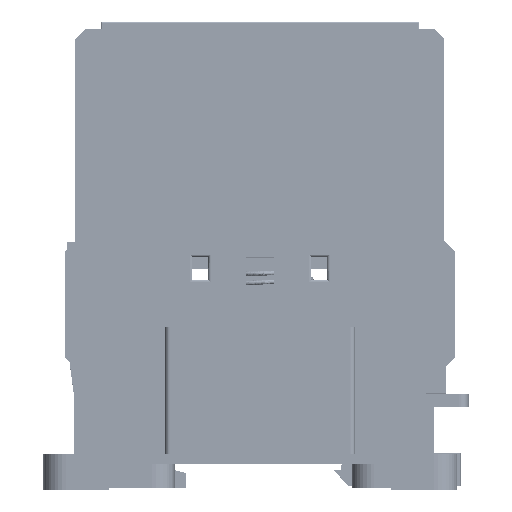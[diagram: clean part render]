
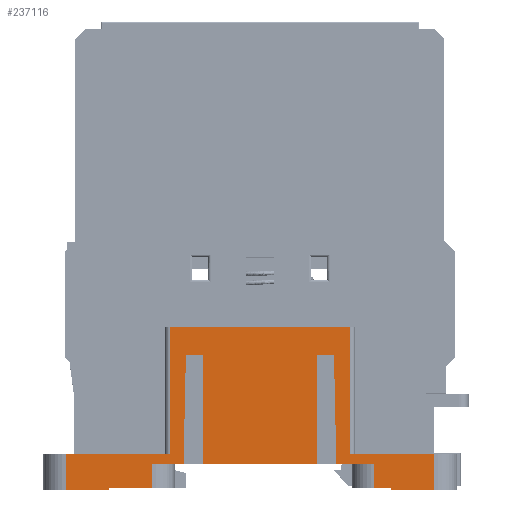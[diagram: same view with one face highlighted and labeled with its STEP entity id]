
A CAD part, top view. The second image highlights one B-rep face of the part: STEP entity #237116.
In plain terms, the highlighted planar face has unit normal (0, 0, 1).
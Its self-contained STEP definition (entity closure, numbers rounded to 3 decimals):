
#221116=CARTESIAN_POINT('',(47.819,-68.383,-67.779));
#221117=VERTEX_POINT('',#221116);
#221124=CARTESIAN_POINT('',(47.819,-68.783,-67.779));
#221125=VERTEX_POINT('',#221124);
#221126=CARTESIAN_POINT('',(47.819,-68.783,-67.779));
#221127=DIRECTION('',(0.0,1.0,0.0));
#221128=VECTOR('',#221127,0.4);
#221129=LINE('',#221126,#221128);
#221130=EDGE_CURVE('',#221125,#221117,#221129,.T.);
#221572=CARTESIAN_POINT('',(56.769,-68.383,-67.779));
#221573=VERTEX_POINT('',#221572);
#221591=CARTESIAN_POINT('',(56.769,-63.383,-67.779));
#221592=VERTEX_POINT('',#221591);
#221600=CARTESIAN_POINT('',(56.769,-63.383,-67.779));
#221601=DIRECTION('',(0.0,-1.0,0.0));
#221602=VECTOR('',#221601,5.);
#221603=LINE('',#221600,#221602);
#221604=EDGE_CURVE('',#221592,#221573,#221603,.T.);
#221693=CARTESIAN_POINT('',(103.469,-68.383,-67.779));
#221694=VERTEX_POINT('',#221693);
#221702=CARTESIAN_POINT('',(103.469,-63.383,-67.779));
#221703=VERTEX_POINT('',#221702);
#221704=CARTESIAN_POINT('',(103.469,-68.383,-67.779));
#221705=DIRECTION('',(0.0,1.0,0.0));
#221706=VECTOR('',#221705,5.);
#221707=LINE('',#221704,#221706);
#221708=EDGE_CURVE('',#221694,#221703,#221707,.T.);
#221753=CARTESIAN_POINT('',(116.069,-68.783,-67.779));
#221754=VERTEX_POINT('',#221753);
#221762=CARTESIAN_POINT('',(106.919,-68.783,-67.779));
#221763=VERTEX_POINT('',#221762);
#221764=CARTESIAN_POINT('',(116.069,-68.783,-67.779));
#221765=DIRECTION('',(-1.0,0.0,0.0));
#221766=VECTOR('',#221765,9.15);
#221767=LINE('',#221764,#221766);
#221768=EDGE_CURVE('',#221754,#221763,#221767,.T.);
#222521=CARTESIAN_POINT('',(38.669,-68.783,-67.779));
#222522=VERTEX_POINT('',#222521);
#222523=CARTESIAN_POINT('',(47.819,-68.783,-67.779));
#222524=DIRECTION('',(-1.0,0.0,0.0));
#222525=VECTOR('',#222524,9.15);
#222526=LINE('',#222523,#222525);
#222527=EDGE_CURVE('',#221125,#222522,#222526,.T.);
#223712=CARTESIAN_POINT('',(106.919,-68.383,-67.779));
#223713=VERTEX_POINT('',#223712);
#223714=CARTESIAN_POINT('',(106.919,-68.383,-67.779));
#223715=DIRECTION('',(0.0,-1.0,0.0));
#223716=VECTOR('',#223715,0.4);
#223717=LINE('',#223714,#223716);
#223718=EDGE_CURVE('',#223713,#221763,#223717,.T.);
#224760=CARTESIAN_POINT('',(103.469,-68.383,-67.779));
#224761=DIRECTION('',(1.0,0.0,0.0));
#224762=VECTOR('',#224761,3.45);
#224763=LINE('',#224760,#224762);
#224764=EDGE_CURVE('',#221694,#223713,#224763,.T.);
#225113=CARTESIAN_POINT('',(91.469,-40.483,-67.779));
#225114=VERTEX_POINT('',#225113);
#225121=CARTESIAN_POINT('',(91.469,-63.383,-67.779));
#225122=VERTEX_POINT('',#225121);
#225123=CARTESIAN_POINT('',(91.469,-63.383,-67.779));
#225124=DIRECTION('',(0.0,1.0,0.0));
#225125=VECTOR('',#225124,22.9);
#225126=LINE('',#225123,#225125);
#225127=EDGE_CURVE('',#225122,#225114,#225126,.T.);
#225144=CARTESIAN_POINT('',(94.969,-40.483,-67.779));
#225145=VERTEX_POINT('',#225144);
#225153=CARTESIAN_POINT('',(95.469,-63.383,-67.779));
#225154=VERTEX_POINT('',#225153);
#225161=CARTESIAN_POINT('',(94.969,-40.483,-67.779));
#225162=DIRECTION('',(0.022,-1.,0.0));
#225163=VECTOR('',#225162,22.905);
#225164=LINE('',#225161,#225163);
#225165=EDGE_CURVE('',#225145,#225154,#225164,.T.);
#225176=CARTESIAN_POINT('',(91.469,-40.483,-67.779));
#225177=DIRECTION('',(1.0,0.0,0.0));
#225178=VECTOR('',#225177,3.5);
#225179=LINE('',#225176,#225178);
#225180=EDGE_CURVE('',#225114,#225145,#225179,.T.);
#225479=CARTESIAN_POINT('',(67.369,-40.483,-67.779));
#225480=VERTEX_POINT('',#225479);
#225488=CARTESIAN_POINT('',(67.369,-63.383,-67.779));
#225489=VERTEX_POINT('',#225488);
#225496=CARTESIAN_POINT('',(67.369,-40.483,-67.779));
#225497=DIRECTION('',(0.0,-1.0,0.0));
#225498=VECTOR('',#225497,22.9);
#225499=LINE('',#225496,#225498);
#225500=EDGE_CURVE('',#225480,#225489,#225499,.T.);
#225510=CARTESIAN_POINT('',(63.869,-40.483,-67.779));
#225511=VERTEX_POINT('',#225510);
#225518=CARTESIAN_POINT('',(63.369,-63.383,-67.779));
#225519=VERTEX_POINT('',#225518);
#225520=CARTESIAN_POINT('',(63.369,-63.383,-67.779));
#225521=DIRECTION('',(0.022,1.,0.0));
#225522=VECTOR('',#225521,22.905);
#225523=LINE('',#225520,#225522);
#225524=EDGE_CURVE('',#225519,#225511,#225523,.T.);
#225546=CARTESIAN_POINT('',(63.869,-40.483,-67.779));
#225547=DIRECTION('',(1.0,0.0,0.0));
#225548=VECTOR('',#225547,3.5);
#225549=LINE('',#225546,#225548);
#225550=EDGE_CURVE('',#225511,#225480,#225549,.T.);
#226218=CARTESIAN_POINT('',(38.669,-61.283,-67.779));
#226219=VERTEX_POINT('',#226218);
#226236=CARTESIAN_POINT('',(38.669,-68.783,-67.779));
#226237=DIRECTION('',(0.0,1.0,0.0));
#226238=VECTOR('',#226237,7.5);
#226239=LINE('',#226236,#226238);
#226240=EDGE_CURVE('',#222522,#226219,#226239,.T.);
#226342=CARTESIAN_POINT('',(116.069,-61.283,-67.779));
#226343=VERTEX_POINT('',#226342);
#226351=CARTESIAN_POINT('',(116.069,-61.283,-67.779));
#226352=DIRECTION('',(0.0,-1.0,0.0));
#226353=VECTOR('',#226352,7.5);
#226354=LINE('',#226351,#226353);
#226355=EDGE_CURVE('',#226343,#221754,#226354,.T.);
#227422=CARTESIAN_POINT('',(98.319,-61.283,-67.779));
#227423=VERTEX_POINT('',#227422);
#227431=CARTESIAN_POINT('',(116.069,-61.283,-67.779));
#227432=DIRECTION('',(-1.0,0.0,0.0));
#227433=VECTOR('',#227432,17.75);
#227434=LINE('',#227431,#227433);
#227435=EDGE_CURVE('',#226343,#227423,#227434,.T.);
#232570=CARTESIAN_POINT('',(60.519,-61.283,-67.779));
#232571=VERTEX_POINT('',#232570);
#232572=CARTESIAN_POINT('',(60.519,-61.283,-67.779));
#232573=DIRECTION('',(-1.0,0.0,0.0));
#232574=VECTOR('',#232573,21.85);
#232575=LINE('',#232572,#232574);
#232576=EDGE_CURVE('',#232571,#226219,#232575,.T.);
#236423=CARTESIAN_POINT('',(95.469,-63.383,-67.779));
#236424=DIRECTION('',(1.0,0.0,0.0));
#236425=VECTOR('',#236424,8.0);
#236426=LINE('',#236423,#236425);
#236427=EDGE_CURVE('',#225154,#221703,#236426,.T.);
#236434=CARTESIAN_POINT('',(67.369,-63.383,-67.779));
#236435=DIRECTION('',(1.0,0.0,0.0));
#236436=VECTOR('',#236435,24.1);
#236437=LINE('',#236434,#236436);
#236438=EDGE_CURVE('',#225489,#225122,#236437,.T.);
#236445=CARTESIAN_POINT('',(56.769,-63.383,-67.779));
#236446=DIRECTION('',(1.0,0.0,0.0));
#236447=VECTOR('',#236446,6.6);
#236448=LINE('',#236445,#236447);
#236449=EDGE_CURVE('',#221592,#225519,#236448,.T.);
#237048=CARTESIAN_POINT('',(98.319,-34.583,-67.779));
#237049=VERTEX_POINT('',#237048);
#237057=CARTESIAN_POINT('',(98.319,-34.583,-67.779));
#237058=DIRECTION('',(0.0,-1.0,0.0));
#237059=VECTOR('',#237058,26.7);
#237060=LINE('',#237057,#237059);
#237061=EDGE_CURVE('',#237049,#227423,#237060,.T.);
#237068=CARTESIAN_POINT('',(120.819,-68.783,-67.779));
#237069=DIRECTION('',(0.0,0.0,1.0));
#237070=DIRECTION('',(0.0,-1.0,0.0));
#237071=AXIS2_PLACEMENT_3D('',#237068,#237069,#237070);
#237072=PLANE('',#237071);
#237073=CARTESIAN_POINT('',(60.519,-34.583,-67.779));
#237074=VERTEX_POINT('',#237073);
#237075=CARTESIAN_POINT('',(60.519,-61.283,-67.779));
#237076=DIRECTION('',(0.0,1.0,0.0));
#237077=VECTOR('',#237076,26.7);
#237078=LINE('',#237075,#237077);
#237079=EDGE_CURVE('',#232571,#237074,#237078,.T.);
#237080=ORIENTED_EDGE('',*,*,#237079,.F.);
#237081=ORIENTED_EDGE('',*,*,#232576,.T.);
#237082=ORIENTED_EDGE('',*,*,#226240,.F.);
#237083=ORIENTED_EDGE('',*,*,#222527,.F.);
#237084=ORIENTED_EDGE('',*,*,#221130,.T.);
#237085=CARTESIAN_POINT('',(47.819,-68.383,-67.779));
#237086=DIRECTION('',(1.0,0.0,0.0));
#237087=VECTOR('',#237086,8.95);
#237088=LINE('',#237085,#237087);
#237089=EDGE_CURVE('',#221117,#221573,#237088,.T.);
#237090=ORIENTED_EDGE('',*,*,#237089,.T.);
#237091=ORIENTED_EDGE('',*,*,#221604,.F.);
#237092=ORIENTED_EDGE('',*,*,#236449,.T.);
#237093=ORIENTED_EDGE('',*,*,#225524,.T.);
#237094=ORIENTED_EDGE('',*,*,#225550,.T.);
#237095=ORIENTED_EDGE('',*,*,#225500,.T.);
#237096=ORIENTED_EDGE('',*,*,#236438,.T.);
#237097=ORIENTED_EDGE('',*,*,#225127,.T.);
#237098=ORIENTED_EDGE('',*,*,#225180,.T.);
#237099=ORIENTED_EDGE('',*,*,#225165,.T.);
#237100=ORIENTED_EDGE('',*,*,#236427,.T.);
#237101=ORIENTED_EDGE('',*,*,#221708,.F.);
#237102=ORIENTED_EDGE('',*,*,#224764,.T.);
#237103=ORIENTED_EDGE('',*,*,#223718,.T.);
#237104=ORIENTED_EDGE('',*,*,#221768,.F.);
#237105=ORIENTED_EDGE('',*,*,#226355,.F.);
#237106=ORIENTED_EDGE('',*,*,#227435,.T.);
#237107=ORIENTED_EDGE('',*,*,#237061,.F.);
#237108=CARTESIAN_POINT('',(98.319,-34.583,-67.779));
#237109=DIRECTION('',(-1.0,0.0,0.0));
#237110=VECTOR('',#237109,37.8);
#237111=LINE('',#237108,#237110);
#237112=EDGE_CURVE('',#237049,#237074,#237111,.T.);
#237113=ORIENTED_EDGE('',*,*,#237112,.T.);
#237114=EDGE_LOOP('',(#237080,#237081,#237082,#237083,#237084,#237090,#237091,#237092,#237093,#237094,#237095,#237096,#237097,#237098,#237099,#237100,#237101,#237102,#237103,#237104,#237105,#237106,#237107,#237113));
#237115=FACE_OUTER_BOUND('',#237114,.T.);
#237116=ADVANCED_FACE('',(#237115),#237072,.T.);
